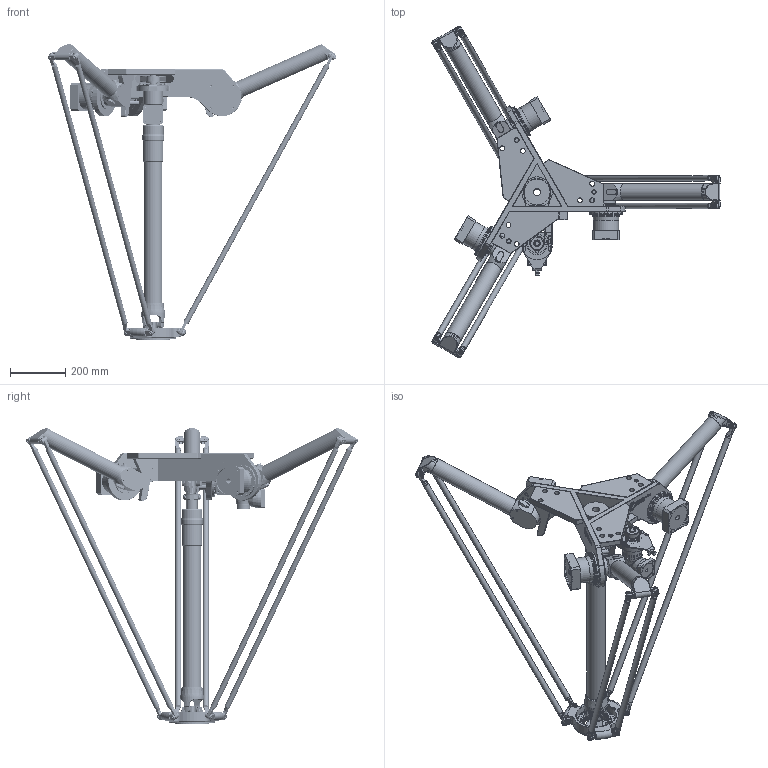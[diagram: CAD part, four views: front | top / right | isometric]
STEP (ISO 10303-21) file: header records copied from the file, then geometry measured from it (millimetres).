
FILE_DESCRIPTION(/* description */ (''),/* implementation_level */ '2;1');
FILE_NAME(/* name */ '3D-model_A_00054.stp',/* time_stamp */ '2022-02-12T09:58:23+01:00',/* author */ ('michael.schutter'),/* organization */ ('Majatronic'),/* preprocessor_version */ 'ST-DEVELOPER v16.5',/* originating_system */ 'Autodesk Inventor 2017',/* authorisation */ '');
FILE_SCHEMA (('AUTOMOTIVE_DESIGN { 1 0 10303 214 3 1 1 }'));
Length unit declared in the file: millimetre
Products named in the file (14): A_00054_DUMMY; MT_BGR00021911MT_BGR; MT_WST00060421MT_WST; MT_WST00058597MT_WST; MT_WST00058598MT_WST; MT_WST00059565MT_WST; MT_WST00059566MT_WST; MT_WST00031699MT_WST; MT_WST00058088MT_WST; MT_WST00106842; MT_WST00060469MT_WST; MT_WST00058143MT_WST; MT_WST00069211; MT_WST00060428MT_WST
Assembly tree (28 placements, depth 3):
  A_00054_DUMMY
    MT_BGR00021911MT_BGR
      MT_WST00060421MT_WST
      MT_WST00058597MT_WST  x3
      MT_WST00058598MT_WST
    MT_WST00059565MT_WST  x3
    MT_WST00031699MT_WST  x6
    MT_WST00059566MT_WST  x6
    MT_WST00058088MT_WST
    MT_WST00106842  x2
    MT_WST00060469MT_WST
    MT_WST00058143MT_WST
    MT_WST00069211
    MT_WST00060428MT_WST
Bounding box: 1044.86 x 1203.37 x 1071.38 mm (x, y, z)
Volume: 17757773 mm3; surface area: 2414134.3 mm2
Topology: 28 solids, 43 shells, 3919 faces, 8937 edges, 5589 vertices
Faces by surface type: plane 2058, cylinder 1161, cone 424, bspline 148, torus 120, sphere 8
Full cylindrical faces by diameter (mm): 3 x2, 3.459 x12, 4 x1, 4.134 x12, 4.917 x11, 5 x48, 6 x36, 6.647 x18, 7 x12, 8 x40, 8.5 x96, 10 x46, 11 x1, 11.4 x1, 12 x26, 15.4 x1, 16 x25, 17.5 x9, 18 x32, 19 x3, 19.8 x12, 20 x26, 23.9 x1, 24 x1, 25 x3, 26 x1, 27 x2, 28.4 x1, 30 x2, 31.5 x3
Entity records: 79691 total; most frequent: CARTESIAN_POINT 22081, DIRECTION 11845, ORIENTED_EDGE 10752, EDGE_CURVE 5376, AXIS2_PLACEMENT_3D 4391, VERTEX_POINT 3613, EDGE_LOOP 3335, LINE 3063
